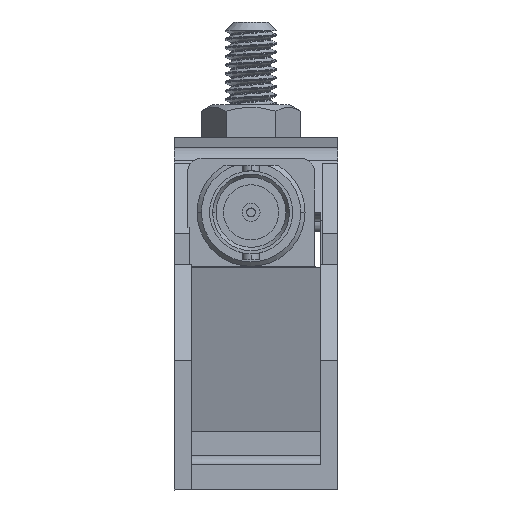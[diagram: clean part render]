
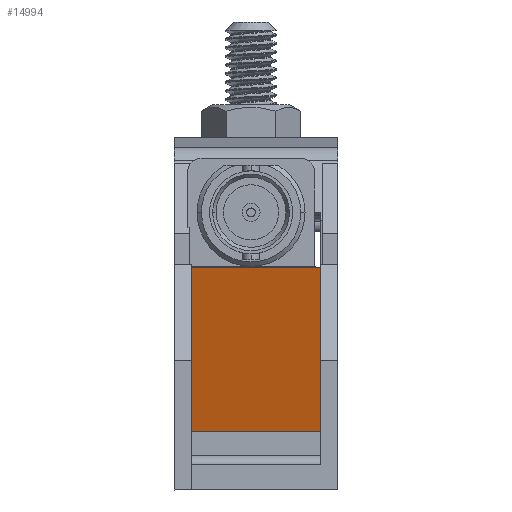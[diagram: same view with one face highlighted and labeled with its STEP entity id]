
A CAD part, left-side view. The second image highlights one B-rep face of the part: STEP entity #14994.
In plain terms, the highlighted planar face has unit normal (-0.961, 0, -0.276).
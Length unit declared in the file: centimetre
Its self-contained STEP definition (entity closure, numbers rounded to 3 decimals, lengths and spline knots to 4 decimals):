
#329=LINE($,#23328,#1635);
#1287=LINE($,#31016,#2593);
#1354=LINE($,#31152,#2660);
#1359=LINE($,#31162,#2665);
#1635=VECTOR($,#16948,1.9846);
#2593=VECTOR($,#19254,1.9846);
#2660=VECTOR($,#19423,1.5);
#2665=VECTOR($,#19438,1.5);
#4196=FACE_OUTER_BOUND($,#5140,.T.);
#5140=EDGE_LOOP($,(#12832,#12833,#12834,#12835));
#5919=VERTEX_POINT($,#23325);
#5920=VERTEX_POINT($,#23327);
#6930=VERTEX_POINT($,#31013);
#6931=VERTEX_POINT($,#31015);
#7399=EDGE_CURVE($,#5919,#5920,#329,.T.);
#8870=EDGE_CURVE($,#6930,#6931,#1287,.T.);
#8941=EDGE_CURVE($,#6931,#5919,#1354,.T.);
#8946=EDGE_CURVE($,#6930,#5920,#1359,.T.);
#12832=ORIENTED_EDGE($,*,*,#8870,.F.);
#12833=ORIENTED_EDGE($,*,*,#8946,.T.);
#12834=ORIENTED_EDGE($,*,*,#7399,.F.);
#12835=ORIENTED_EDGE($,*,*,#8941,.F.);
#13539=PLANE($,#16092);
#14994=ADVANCED_FACE($,(#4196),#13539,.T.);
#16092=AXIS2_PLACEMENT_3D($,#31163,#19439,#19440);
#16948=DIRECTION($,(-0.276,0.,0.961));
#19254=DIRECTION($,(0.276,0.,-0.961));
#19423=DIRECTION($,(0.,1.,0.));
#19438=DIRECTION($,(0.,1.,0.));
#19439=DIRECTION('center_axis',(-0.961,0.,
-0.276));
#19440=DIRECTION('ref_axis',(-0.276,0.,0.961));
#23325=CARTESIAN_POINT('',(-5.1373,1.248,-1.3677));
#23327=CARTESIAN_POINT('',(-5.6844,1.248,0.54));
#23328=CARTESIAN_POINT($,(-5.6844,1.248,0.54));
#31013=CARTESIAN_POINT('',(-5.6844,-0.252,0.54));
#31015=CARTESIAN_POINT('',(-5.1373,-0.252,-1.3677));
#31016=CARTESIAN_POINT($,(-5.0975,-0.252,-1.5065));
#31152=CARTESIAN_POINT($,(-5.1373,-0.252,-1.3677));
#31162=CARTESIAN_POINT($,(-5.6844,-0.252,0.54));
#31163=CARTESIAN_POINT('Origin',(-5.1373,-0.252,-1.3677));
